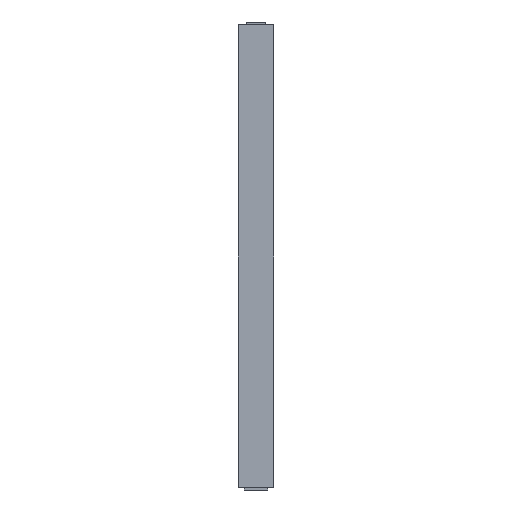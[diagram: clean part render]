
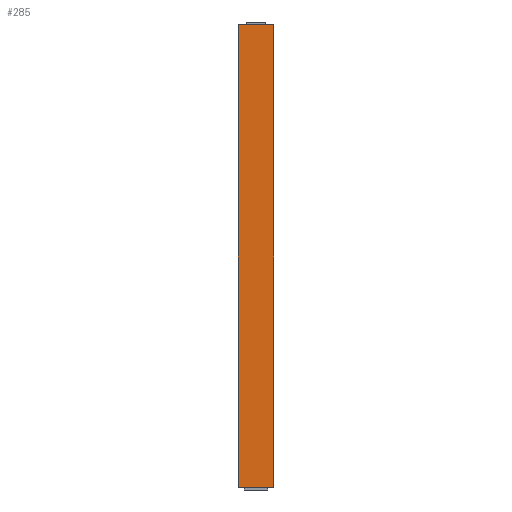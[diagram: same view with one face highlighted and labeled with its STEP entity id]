
A CAD part, front view. The second image highlights one B-rep face of the part: STEP entity #285.
In plain terms, the highlighted planar face has unit normal (0, -1, 0).
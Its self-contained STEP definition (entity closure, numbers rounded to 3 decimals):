
#31=FACE_OUTER_BOUND('',#48,.T.);
#48=EDGE_LOOP('',(#243,#244,#245,#246));
#75=LINE('',#450,#111);
#80=LINE('',#460,#116);
#85=LINE('',#469,#121);
#86=LINE('',#471,#122);
#111=VECTOR('',#374,6.);
#116=VECTOR('',#381,79.);
#121=VECTOR('',#390,79.);
#122=VECTOR('',#393,6.);
#139=VERTEX_POINT('',#448);
#140=VERTEX_POINT('',#449);
#143=VERTEX_POINT('',#457);
#146=VERTEX_POINT('',#467);
#171=EDGE_CURVE('',#139,#140,#75,.T.);
#176=EDGE_CURVE('',#140,#143,#80,.T.);
#181=EDGE_CURVE('',#146,#139,#85,.T.);
#182=EDGE_CURVE('',#146,#143,#86,.T.);
#243=ORIENTED_EDGE('',*,*,#182,.F.);
#244=ORIENTED_EDGE('',*,*,#181,.T.);
#245=ORIENTED_EDGE('',*,*,#171,.T.);
#246=ORIENTED_EDGE('',*,*,#176,.T.);
#269=PLANE('',#324);
#285=ADVANCED_FACE('',(#31),#269,.F.);
#324=AXIS2_PLACEMENT_3D('',#470,#391,#392);
#374=DIRECTION('',(-1.,0.,0.));
#381=DIRECTION('',(0.,0.,-1.));
#390=DIRECTION('',(0.,0.,1.));
#391=DIRECTION('center_axis',(0.,1.,0.));
#392=DIRECTION('ref_axis',(0.,0.,1.));
#393=DIRECTION('',(-1.,0.,0.));
#448=CARTESIAN_POINT('',(3.,-766.,-0.506));
#449=CARTESIAN_POINT('',(-3.,-766.,-0.506));
#450=CARTESIAN_POINT('',(3.,-766.,-0.506));
#457=CARTESIAN_POINT('',(-3.,-766.,-79.506));
#460=CARTESIAN_POINT('',(-3.,-766.,-0.506));
#467=CARTESIAN_POINT('',(3.,-766.,-79.506));
#469=CARTESIAN_POINT('',(3.,-766.,-79.506));
#470=CARTESIAN_POINT('Origin',(0.,-766.,-40.006));
#471=CARTESIAN_POINT('',(3.,-766.,-79.506));
